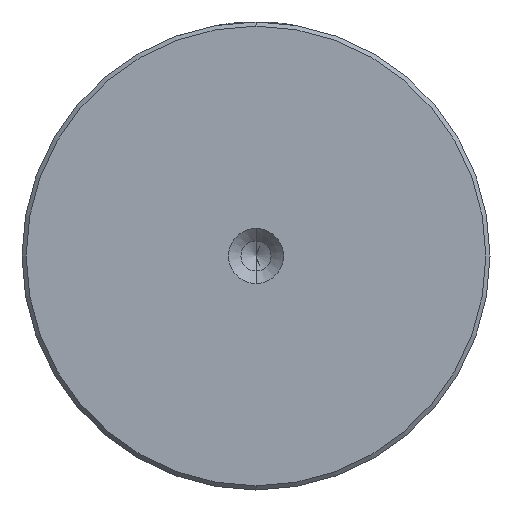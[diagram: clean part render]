
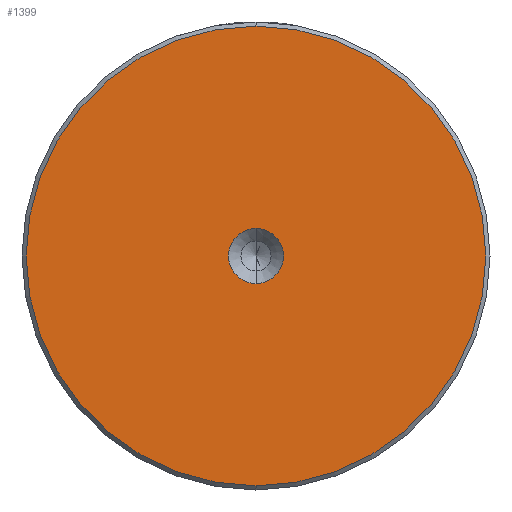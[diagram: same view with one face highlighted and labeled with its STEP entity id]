
A CAD part, left-side view. The second image highlights one B-rep face of the part: STEP entity #1399.
In plain terms, the highlighted planar face has unit normal (-1, 0, 0).
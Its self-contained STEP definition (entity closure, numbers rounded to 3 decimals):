
#100 = AXIS2_PLACEMENT_3D ( 'NONE', #703, #1954, #875 ) ;
#106 = CARTESIAN_POINT ( 'NONE',  ( 0., 0., 0. ) ) ;
#171 = EDGE_LOOP ( 'NONE', ( #1638, #1501 ) ) ;
#195 = CIRCLE ( 'NONE', #1613, 3.3 ) ;
#247 = DIRECTION ( 'NONE',  ( -1., 0., 0. ) ) ;
#277 = EDGE_LOOP ( 'NONE', ( #1329, #2078 ) ) ;
#302 = DIRECTION ( 'NONE',  ( 0., 0., 1. ) ) ;
#330 = CARTESIAN_POINT ( 'NONE',  ( 0., 0., 0. ) ) ;
#344 = CIRCLE ( 'NONE', #1929, 3.3 ) ;
#353 = AXIS2_PLACEMENT_3D ( 'NONE', #330, #2111, #1043 ) ;
#372 = VERTEX_POINT ( 'NONE', #757 ) ;
#511 = CARTESIAN_POINT ( 'NONE',  ( 0., 0., -3.3 ) ) ;
#557 = FACE_BOUND ( 'NONE', #277, .T. ) ;
#703 = CARTESIAN_POINT ( 'NONE',  ( 0., 0., 0. ) ) ;
#757 = CARTESIAN_POINT ( 'NONE',  ( 0., 0., 27.5 ) ) ;
#785 = EDGE_CURVE ( 'NONE', #2022, #1365, #344, .T. ) ;
#860 = PLANE ( 'NONE',  #353 ) ;
#875 = DIRECTION ( 'NONE',  ( 0., 0., 1. ) ) ;
#1043 = DIRECTION ( 'NONE',  ( 0., 0., 1. ) ) ;
#1144 = EDGE_CURVE ( 'NONE', #372, #1420, #1630, .T. ) ;
#1232 = CARTESIAN_POINT ( 'NONE',  ( 0., 0., -27.5 ) ) ;
#1291 = DIRECTION ( 'NONE',  ( 0., 0., 1. ) ) ;
#1329 = ORIENTED_EDGE ( 'NONE', *, *, #785, .F. ) ;
#1332 = CARTESIAN_POINT ( 'NONE',  ( 0., 0., 0. ) ) ;
#1365 = VERTEX_POINT ( 'NONE', #511 ) ;
#1374 = FACE_OUTER_BOUND ( 'NONE', #171, .T. ) ;
#1377 = DIRECTION ( 'NONE',  ( -1., 0., 0. ) ) ;
#1399 = ADVANCED_FACE ( 'NONE', ( #1374, #557 ), #860, .T. ) ;
#1420 = VERTEX_POINT ( 'NONE', #1232 ) ;
#1473 = DIRECTION ( 'NONE',  ( -1., 0., 0. ) ) ;
#1501 = ORIENTED_EDGE ( 'NONE', *, *, #1144, .T. ) ;
#1507 = DIRECTION ( 'NONE',  ( 0., 0., 1. ) ) ;
#1613 = AXIS2_PLACEMENT_3D ( 'NONE', #106, #1377, #302 ) ;
#1630 = CIRCLE ( 'NONE', #1740, 27.5 ) ;
#1638 = ORIENTED_EDGE ( 'NONE', *, *, #2263, .T. ) ;
#1643 = CARTESIAN_POINT ( 'NONE',  ( 0., 0., 0. ) ) ;
#1740 = AXIS2_PLACEMENT_3D ( 'NONE', #1332, #247, #1507 ) ;
#1761 = CARTESIAN_POINT ( 'NONE',  ( 0., 0., 3.3 ) ) ;
#1929 = AXIS2_PLACEMENT_3D ( 'NONE', #1643, #1473, #1291 ) ;
#1936 = CIRCLE ( 'NONE', #100, 27.5 ) ;
#1954 = DIRECTION ( 'NONE',  ( -1., 0., 0. ) ) ;
#2022 = VERTEX_POINT ( 'NONE', #1761 ) ;
#2078 = ORIENTED_EDGE ( 'NONE', *, *, #2166, .F. ) ;
#2111 = DIRECTION ( 'NONE',  ( -1., 0., 0. ) ) ;
#2166 = EDGE_CURVE ( 'NONE', #1365, #2022, #195, .T. ) ;
#2263 = EDGE_CURVE ( 'NONE', #1420, #372, #1936, .T. ) ;
